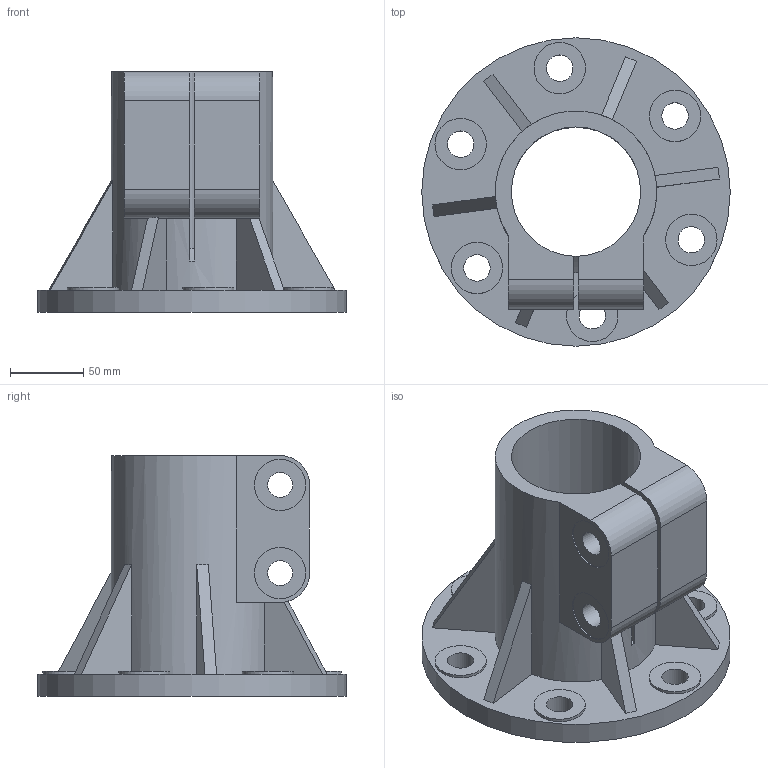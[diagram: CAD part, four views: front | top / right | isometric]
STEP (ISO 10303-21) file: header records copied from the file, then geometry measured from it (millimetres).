
FILE_DESCRIPTION(/* description */ (''),/* implementation_level */ '2;1');
FILE_NAME(/* name */ 'Part 070.stp',/* time_stamp */ '2015-02-23T19:23:14+02:00',/* author */ ('SFC'),/* organization */ (''),/* preprocessor_version */ 'ST-DEVELOPER v15.2',/* originating_system */ 'Autodesk Inventor 2014',/* authorisation */ '');
FILE_SCHEMA (('AUTOMOTIVE_DESIGN { 1 0 10303 214 3 1 1 }'));
Length unit declared in the file: millimetre
Products named in the file (1): Part 070
Bounding box: 210 x 210 x 164 mm (x, y, z)
Volume: 1214140 mm3; surface area: 211795.2 mm2
Topology: 1 solids, 1 shells, 74 faces, 185 edges, 125 vertices
Faces by surface type: plane 42, cylinder 31, cone 1
Full cylindrical faces by diameter (mm): 17 x4, 18 x6, 35 x10, 88 x1, 100 x1, 101 x1, 210 x1
Entity records: 2174 total; most frequent: DIRECTION 378, CARTESIAN_POINT 356, ORIENTED_EDGE 306, EDGE_CURVE 153, AXIS2_PLACEMENT_3D 152, EDGE_LOOP 133, VERTEX_POINT 118, LINE 74
